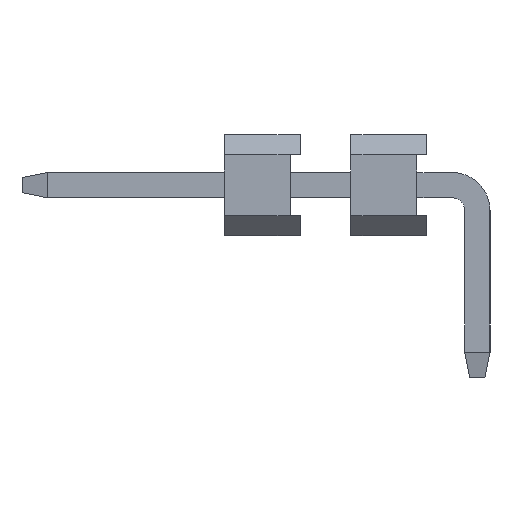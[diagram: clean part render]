
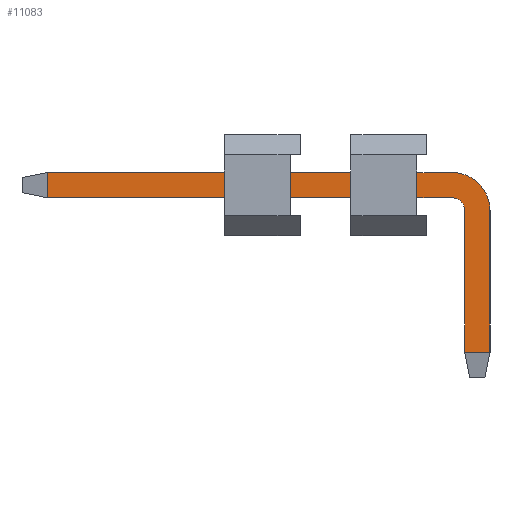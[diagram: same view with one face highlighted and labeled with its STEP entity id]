
A CAD part, left-side view. The second image highlights one B-rep face of the part: STEP entity #11083.
In plain terms, the highlighted planar face has unit normal (-1, 0, 0).
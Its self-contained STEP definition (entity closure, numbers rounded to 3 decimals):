
#10837=CARTESIAN_POINT('',(-0.25,7.5,-0.25));
#10838=VERTEX_POINT('',#10837);
#10861=CARTESIAN_POINT('',(-0.25,7.5,0.25));
#10862=VERTEX_POINT('',#10861);
#10863=CARTESIAN_POINT('',(-0.25,7.5,-0.25));
#10864=DIRECTION('',(0.,0.,1.));
#10865=VECTOR('',#10864,0.5);
#10866=LINE('',#10863,#10865);
#10867=EDGE_CURVE('',#10838,#10862,#10866,.T.);
#10908=CARTESIAN_POINT('',(-0.25,-0.5,0.25));
#10909=VERTEX_POINT('',#10908);
#10910=CARTESIAN_POINT('',(-0.25,7.5,0.25));
#10911=DIRECTION('',(0.,-1.,0.));
#10912=VECTOR('',#10911,8.);
#10913=LINE('',#10910,#10912);
#10914=EDGE_CURVE('',#10862,#10909,#10913,.T.);
#11015=CARTESIAN_POINT('',(-0.25,-0.5,-0.25));
#11016=VERTEX_POINT('',#11015);
#11023=CARTESIAN_POINT('',(-0.25,-0.5,-0.25));
#11024=DIRECTION('',(0.,1.,0.));
#11025=VECTOR('',#11024,8.);
#11026=LINE('',#11023,#11025);
#11027=EDGE_CURVE('',#11016,#10838,#11026,.T.);
#11033=CARTESIAN_POINT('',(-0.25,8.,0.25));
#11034=DIRECTION('',(0.,0.,-1.));
#11035=DIRECTION('',(-1.,-0.,-0.));
#11036=AXIS2_PLACEMENT_3D('',#11033,#11035,#11034);
#11037=PLANE('',#11036);
#11038=ORIENTED_EDGE('',*,*,#11027,.F.);
#11039=CARTESIAN_POINT('',(-0.25,-0.75,-0.5));
#11040=VERTEX_POINT('',#11039);
#11041=CARTESIAN_POINT('',(-0.25,-0.5,-0.5));
#11042=DIRECTION('',(0.,0.,1.));
#11043=DIRECTION('',(1.,0.,0.));
#11044=AXIS2_PLACEMENT_3D('',#11041,#11043,#11042);
#11045=CIRCLE('',#11044,0.25);
#11046=EDGE_CURVE('',#11016,#11040,#11045,.T.);
#11047=ORIENTED_EDGE('',*,*,#11046,.T.);
#11048=CARTESIAN_POINT('',(-0.25,-0.75,-3.3));
#11049=VERTEX_POINT('',#11048);
#11050=CARTESIAN_POINT('',(-0.25,-0.75,-0.5));
#11051=DIRECTION('',(0.,0.,-1.));
#11052=VECTOR('',#11051,2.8);
#11053=LINE('',#11050,#11052);
#11054=EDGE_CURVE('',#11040,#11049,#11053,.T.);
#11055=ORIENTED_EDGE('',*,*,#11054,.T.);
#11056=CARTESIAN_POINT('',(-0.25,-1.25,-3.3));
#11057=VERTEX_POINT('',#11056);
#11058=CARTESIAN_POINT('',(-0.25,-0.75,-3.3));
#11059=DIRECTION('',(0.,-1.,0.));
#11060=VECTOR('',#11059,0.5);
#11061=LINE('',#11058,#11060);
#11062=EDGE_CURVE('',#11049,#11057,#11061,.T.);
#11063=ORIENTED_EDGE('',*,*,#11062,.T.);
#11064=CARTESIAN_POINT('',(-0.25,-1.25,-0.5));
#11065=VERTEX_POINT('',#11064);
#11066=CARTESIAN_POINT('',(-0.25,-1.25,-3.3));
#11067=DIRECTION('',(0.,0.,1.));
#11068=VECTOR('',#11067,2.8);
#11069=LINE('',#11066,#11068);
#11070=EDGE_CURVE('',#11057,#11065,#11069,.T.);
#11071=ORIENTED_EDGE('',*,*,#11070,.T.);
#11072=CARTESIAN_POINT('',(-0.25,-0.5,-0.5));
#11073=DIRECTION('',(0.,-1.,0.));
#11074=DIRECTION('',(-1.,0.,0.));
#11075=AXIS2_PLACEMENT_3D('',#11072,#11074,#11073);
#11076=CIRCLE('',#11075,0.75);
#11077=EDGE_CURVE('',#11065,#10909,#11076,.T.);
#11078=ORIENTED_EDGE('',*,*,#11077,.T.);
#11079=ORIENTED_EDGE('',*,*,#10914,.F.);
#11080=ORIENTED_EDGE('',*,*,#10867,.F.);
#11081=EDGE_LOOP('',(#11038,#11047,#11055,#11063,#11071,#11078,#11079,#11080));
#11082=FACE_OUTER_BOUND('',#11081,.T.);
#11083=ADVANCED_FACE('',(#11082),#11037,.T.);
